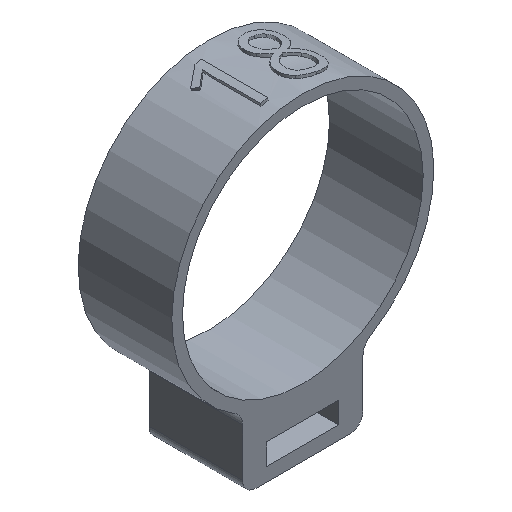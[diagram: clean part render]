
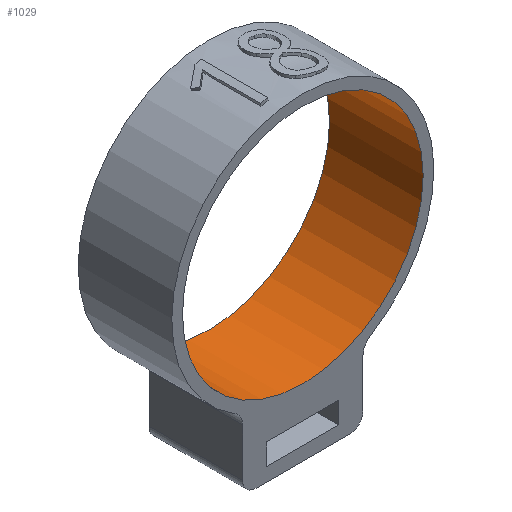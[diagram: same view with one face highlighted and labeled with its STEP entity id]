
A CAD part, isometric view. The second image highlights one B-rep face of the part: STEP entity #1029.
In plain terms, the highlighted cylindrical face has radius 9 mm (diameter 18 mm), a full revolution.
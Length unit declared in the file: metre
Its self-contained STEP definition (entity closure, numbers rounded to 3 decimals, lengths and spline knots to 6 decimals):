
#312=ORIENTED_EDGE('',*,*,#624,.F.);
#313=ORIENTED_EDGE('',*,*,#625,.T.);
#624=EDGE_CURVE('',#774,#774,#848,.T.);
#625=EDGE_CURVE('',#775,#775,#849,.T.);
#774=VERTEX_POINT('',#1453);
#775=VERTEX_POINT('',#1455);
#848=CIRCLE('',#1119,0.009);
#849=CIRCLE('',#1120,0.009);
#870=EDGE_LOOP('',(#312));
#871=EDGE_LOOP('',(#313));
#946=FACE_BOUND('',#870,.T.);
#947=FACE_BOUND('',#871,.T.);
#1011=CYLINDRICAL_SURFACE('',#1118,0.009);
#1029=ADVANCED_FACE('',(#946,#947),#1011,.F.);
#1118=AXIS2_PLACEMENT_3D('',#1451,#1220,#1221);
#1119=AXIS2_PLACEMENT_3D('',#1452,#1222,#1223);
#1120=AXIS2_PLACEMENT_3D('',#1454,#1224,#1225);
#1220=DIRECTION('',(0.,-1.,0.));
#1221=DIRECTION('',(1.,0.,0.));
#1222=DIRECTION('',(0.,-1.,0.));
#1223=DIRECTION('',(1.,0.,0.));
#1224=DIRECTION('',(0.,-1.,0.));
#1225=DIRECTION('',(1.,0.,0.));
#1451=CARTESIAN_POINT('',(-0.01085,-0.102733,0.011771));
#1452=CARTESIAN_POINT('',(-0.01085,-0.102733,0.011771));
#1453=CARTESIAN_POINT('',(-0.00185,-0.102733,0.011771));
#1454=CARTESIAN_POINT('',(-0.01085,-0.109733,0.011771));
#1455=CARTESIAN_POINT('',(-0.00185,-0.109733,0.011771));
